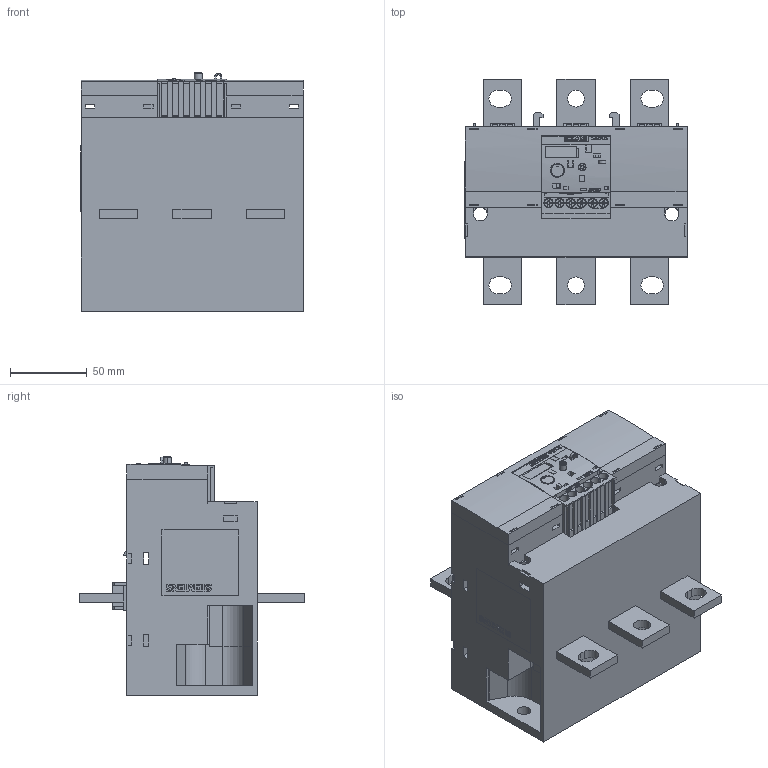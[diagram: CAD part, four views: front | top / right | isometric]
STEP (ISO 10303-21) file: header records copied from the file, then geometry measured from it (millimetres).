
FILE_DESCRIPTION(('STEP AP214'),'1');
FILE_NAME('cctmp_BCB49708-0577-4848-9A03-ADD9DBF3DE87_2023_07_18_13_16_52_0028..stp','2023-07-18T11:16:53',('SIEMENS A&D'),('CADClick - www.CADClick.com'),'Spatial InterOp 3D postprocessed',' ','unknown authorization');
FILE_SCHEMA(('AUTOMOTIVE_DESIGN'));
Length unit declared in the file: millimetre
Products named in the file (1): 2023_07_18_13_16_51_0950
Bounding box: 145.1 x 147 x 155.63 mm (x, y, z)
Volume: 1500465.2 mm3; surface area: 162720.8 mm2
Topology: 1 solids, 1 shells, 1534 faces, 4355 edges, 2895 vertices
Faces by surface type: plane 1249, cylinder 235, cone 36, torus 14
Entity records: 83586 total; most frequent: CARTESIAN_POINT 9273, STYLED_ITEM 8777, PRESENTATION_STYLE_ASSIGNMENT 8777, ORIENTED_EDGE 8694, DIRECTION 8136, EDGE_CURVE 4347, CURVE_STYLE 4347, DRAUGHTING_PRE_DEFINED_CURVE_FONT 4347
